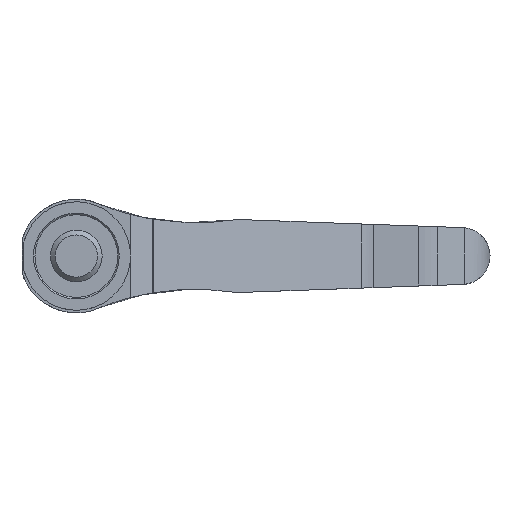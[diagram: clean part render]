
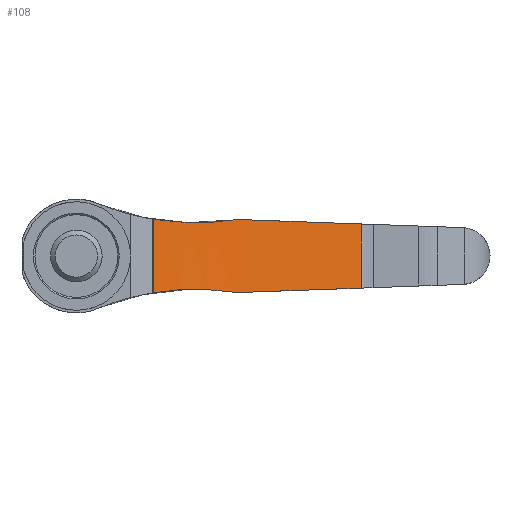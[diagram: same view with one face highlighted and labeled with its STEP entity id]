
A CAD part, front view. The second image highlights one B-rep face of the part: STEP entity #108.
In plain terms, the highlighted cylindrical face has radius 214.45 mm (diameter 428.9 mm), a partial arc.
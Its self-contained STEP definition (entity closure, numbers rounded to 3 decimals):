
#108 = ADVANCED_FACE( '', ( #254 ), #255, .F. );
#254 = FACE_OUTER_BOUND( '', #445, .T. );
#255 = CYLINDRICAL_SURFACE( '', #446, 214.45 );
#445 = EDGE_LOOP( '', ( #713, #714, #715, #716, #717, #718, #719, #720 ) );
#446 = AXIS2_PLACEMENT_3D( '', #721, #722, #723 );
#713 = ORIENTED_EDGE( '', *, *, #1073, .T. );
#714 = ORIENTED_EDGE( '', *, *, #1139, .T. );
#715 = ORIENTED_EDGE( '', *, *, #1140, .F. );
#716 = ORIENTED_EDGE( '', *, *, #1141, .T. );
#717 = ORIENTED_EDGE( '', *, *, #1142, .T. );
#718 = ORIENTED_EDGE( '', *, *, #1143, .F. );
#719 = ORIENTED_EDGE( '', *, *, #1144, .T. );
#720 = ORIENTED_EDGE( '', *, *, #1145, .F. );
#721 = CARTESIAN_POINT( '', ( 111.591, -165.123, 22. ) );
#722 = DIRECTION( '', ( 0., 0., 1. ) );
#723 = DIRECTION( '', ( -1., 0., 0. ) );
#1073 = EDGE_CURVE( '', #1263, #1264, #1265, .T. );
#1139 = EDGE_CURVE( '', #1264, #1373, #1374, .F. );
#1140 = EDGE_CURVE( '', #1375, #1373, #1376, .T. );
#1141 = EDGE_CURVE( '', #1375, #1377, #1378, .F. );
#1142 = EDGE_CURVE( '', #1377, #1379, #1380, .T. );
#1143 = EDGE_CURVE( '', #1381, #1379, #1382, .T. );
#1144 = EDGE_CURVE( '', #1381, #1383, #1384, .T. );
#1145 = EDGE_CURVE( '', #1263, #1383, #1385, .T. );
#1263 = VERTEX_POINT( '', #1539 );
#1264 = VERTEX_POINT( '', #1540 );
#1265 = B_SPLINE_CURVE_WITH_KNOTS( '', 3, ( #1541, #1542, #1543, #1544 ), .UNSPECIFIED., .F., .F., ( 4, 4 ), ( 0., 0.002 ), .UNSPECIFIED. );
#1373 = VERTEX_POINT( '', #1906 );
#1374 = ELLIPSE( '', #1907, 214.59, 214.45 );
#1375 = VERTEX_POINT( '', #1908 );
#1376 = LINE( '', #1909, #1910 );
#1377 = VERTEX_POINT( '', #1911 );
#1378 = ELLIPSE( '', #1912, 214.59, 214.45 );
#1379 = VERTEX_POINT( '', #1913 );
#1380 = B_SPLINE_CURVE_WITH_KNOTS( '', 3, ( #1914, #1915, #1916, #1917 ), .UNSPECIFIED., .F., .F., ( 4, 4 ), ( 0., 0.002 ), .UNSPECIFIED. );
#1381 = VERTEX_POINT( '', #1918 );
#1382 = B_SPLINE_CURVE_WITH_KNOTS( '', 3, ( #1919, #1920, #1921, #1922, #1923, #1924 ), .UNSPECIFIED., .F., .F., ( 4, 2, 4 ), ( 0., 0.008, 0.017 ), .UNSPECIFIED. );
#1383 = VERTEX_POINT( '', #1925 );
#1384 = LINE( '', #1926, #1927 );
#1385 = B_SPLINE_CURVE_WITH_KNOTS( '', 3, ( #1928, #1929, #1930, #1931, #1932, #1933 ), .UNSPECIFIED., .F., .F., ( 4, 2, 4 ), ( 0., 0.008, 0.017 ), .UNSPECIFIED. );
#1539 = CARTESIAN_POINT( '', ( 30.179, 33.273, -6.967 ) );
#1540 = CARTESIAN_POINT( '', ( 31.648, 33.87, -7.049 ) );
#1541 = CARTESIAN_POINT( '', ( 30.179, 33.273, -6.967 ) );
#1542 = CARTESIAN_POINT( '', ( 30.666, 33.473, -7.039 ) );
#1543 = CARTESIAN_POINT( '', ( 31.156, 33.672, -7.067 ) );
#1544 = CARTESIAN_POINT( '', ( 31.648, 33.87, -7.049 ) );
#1906 = CARTESIAN_POINT( '', ( 55.114, 41.757, -6.201 ) );
#1907 = AXIS2_PLACEMENT_3D( '', #2225, #2226, #2227 );
#1908 = CARTESIAN_POINT( '', ( 55.114, 41.757, 6.201 ) );
#1909 = CARTESIAN_POINT( '', ( 55.114, 41.757, 22. ) );
#1910 = VECTOR( '', #2228, 1000. );
#1911 = CARTESIAN_POINT( '', ( 31.648, 33.87, 7.049 ) );
#1912 = AXIS2_PLACEMENT_3D( '', #2229, #2230, #2231 );
#1913 = CARTESIAN_POINT( '', ( 30.179, 33.273, 6.967 ) );
#1914 = CARTESIAN_POINT( '', ( 31.648, 33.87, 7.049 ) );
#1915 = CARTESIAN_POINT( '', ( 31.156, 33.672, 7.067 ) );
#1916 = CARTESIAN_POINT( '', ( 30.666, 33.473, 7.039 ) );
#1917 = CARTESIAN_POINT( '', ( 30.179, 33.273, 6.967 ) );
#1918 = CARTESIAN_POINT( '', ( 14.882, 26.283, 7.096 ) );
#1919 = CARTESIAN_POINT( '', ( 14.882, 26.283, 7.096 ) );
#1920 = CARTESIAN_POINT( '', ( 17.383, 27.547, 6.68 ) );
#1921 = CARTESIAN_POINT( '', ( 19.909, 28.761, 6.457 ) );
#1922 = CARTESIAN_POINT( '', ( 25.008, 31.091, 6.407 ) );
#1923 = CARTESIAN_POINT( '', ( 27.581, 32.207, 6.579 ) );
#1924 = CARTESIAN_POINT( '', ( 30.179, 33.273, 6.967 ) );
#1925 = CARTESIAN_POINT( '', ( 14.882, 26.283, -7.096 ) );
#1926 = CARTESIAN_POINT( '', ( 14.882, 26.283, 22. ) );
#1927 = VECTOR( '', #2232, 1000. );
#1928 = CARTESIAN_POINT( '', ( 30.179, 33.273, -6.967 ) );
#1929 = CARTESIAN_POINT( '', ( 27.581, 32.207, -6.579 ) );
#1930 = CARTESIAN_POINT( '', ( 25.008, 31.091, -6.407 ) );
#1931 = CARTESIAN_POINT( '', ( 19.909, 28.761, -6.457 ) );
#1932 = CARTESIAN_POINT( '', ( 17.383, 27.547, -6.68 ) );
#1933 = CARTESIAN_POINT( '', ( 14.882, 26.283, -7.096 ) );
#2225 = CARTESIAN_POINT( '', ( 111.591, -165.123, -4.159 ) );
#2226 = DIRECTION( '', ( -0.036, 0., 0.999 ) );
#2227 = DIRECTION( '', ( -0.999, 0., -0.036 ) );
#2228 = DIRECTION( '', ( 0., 0., -1. ) );
#2229 = CARTESIAN_POINT( '', ( 111.591, -165.123, 4.159 ) );
#2230 = DIRECTION( '', ( -0.036, 0., -0.999 ) );
#2231 = DIRECTION( '', ( 0.999, 0., -0.036 ) );
#2232 = DIRECTION( '', ( 0., 0., -1. ) );
